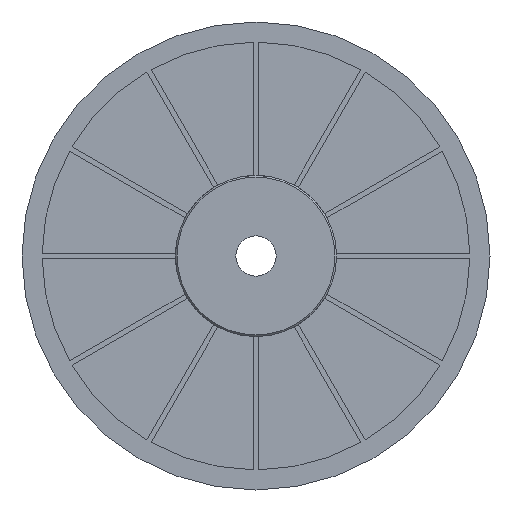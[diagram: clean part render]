
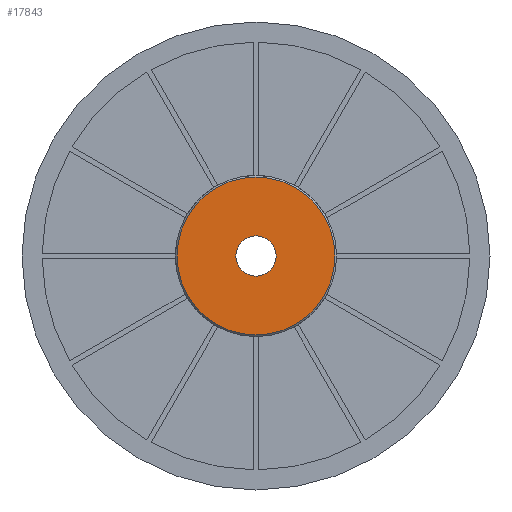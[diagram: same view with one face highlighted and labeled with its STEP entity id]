
A CAD part, left-side view. The second image highlights one B-rep face of the part: STEP entity #17843.
In plain terms, the highlighted planar face has unit normal (-1, 0, 0).
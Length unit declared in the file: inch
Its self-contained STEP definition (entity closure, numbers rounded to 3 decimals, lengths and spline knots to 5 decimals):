
#4188=CARTESIAN_POINT('',(0.,0.,0.));
#4189=DIRECTION('',(-1.,0.,0.));
#4190=DIRECTION('',(0.,1.,0.));
#4191=AXIS2_PLACEMENT_3D('',#4188,#4189,#4190);
#4220=CARTESIAN_POINT('',(0.,0.,0.));
#4221=DIRECTION('',(1.,0.,0.));
#4222=DIRECTION('',(0.,1.,0.));
#4223=AXIS2_PLACEMENT_3D('',#4220,#4221,#4222);
#4254=CARTESIAN_POINT('',(0.,0.,0.));
#4255=DIRECTION('',(-1.,0.,0.));
#4256=DIRECTION('',(0.,1.,0.));
#4257=AXIS2_PLACEMENT_3D('',#4254,#4255,#4256);
#4259=CARTESIAN_POINT('',(0.,0.,0.));
#4260=DIRECTION('',(-1.,0.,0.));
#4261=DIRECTION('',(0.,-1.,0.));
#4262=AXIS2_PLACEMENT_3D('',#4259,#4260,#4261);
#11618=CARTESIAN_POINT('',(0.,-0.25,0.));
#11620=VERTEX_POINT('',#11618);
#11626=CARTESIAN_POINT('',(0.,0.25,0.));
#11627=VERTEX_POINT('',#11626);
#12624=CARTESIAN_POINT('',(0.,0.98,0.));
#12625=CARTESIAN_POINT('',(0.,-0.98,0.));
#12626=VERTEX_POINT('',#12624);
#12627=VERTEX_POINT('',#12625);
#17828=CARTESIAN_POINT('',(0.,0.,0.));
#17829=DIRECTION('',(1.,0.,0.));
#17830=DIRECTION('',(0.,-1.,0.));
#17831=AXIS2_PLACEMENT_3D('',#17828,#17829,#17830);
#17832=PLANE('',#17831);
#17834=ORIENTED_EDGE('',*,*,#17833,.F.);
#17836=ORIENTED_EDGE('',*,*,#17835,.F.);
#17837=EDGE_LOOP('',(#17834,#17836));
#17838=FACE_OUTER_BOUND('',#17837,.F.);
#17839=ORIENTED_EDGE('',*,*,#17814,.F.);
#17840=ORIENTED_EDGE('',*,*,#17771,.T.);
#17841=EDGE_LOOP('',(#17839,#17840));
#17842=FACE_BOUND('',#17841,.F.);
#4192=CIRCLE('',#4191,0.25);
#4224=CIRCLE('',#4223,0.25);
#4258=CIRCLE('',#4257,0.98);
#4263=CIRCLE('',#4262,0.98);
#17771=EDGE_CURVE('',#11627,#11620,#4192,.T.);
#17814=EDGE_CURVE('',#11627,#11620,#4224,.T.);
#17833=EDGE_CURVE('',#12626,#12627,#4258,.T.);
#17835=EDGE_CURVE('',#12627,#12626,#4263,.T.);
#17843=ADVANCED_FACE('',(#17838,#17842),#17832,.F.);
